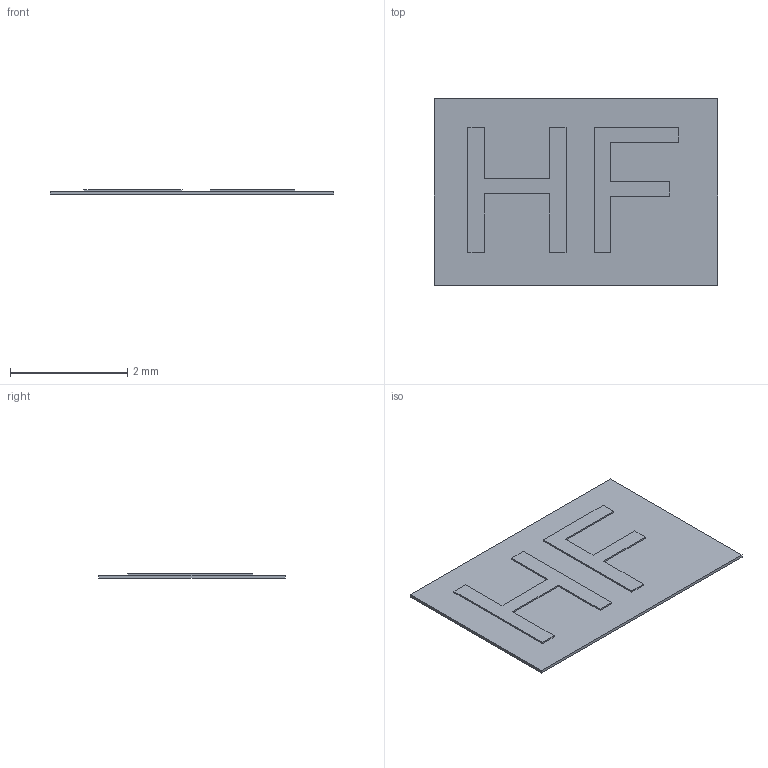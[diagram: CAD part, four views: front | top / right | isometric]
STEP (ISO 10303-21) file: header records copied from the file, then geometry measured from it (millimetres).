
FILE_DESCRIPTION(/* description */ (''),/* implementation_level */ '2;1');
FILE_NAME(/* name */ 'LOGO_SILK_HF_I0185X0120.stp',/* time_stamp */ '2023-11-01T20:45:53+03:00',/* author */ (''),/* organization */ (''),/* preprocessor_version */ 'ST-DEVELOPER v16.7',/* originating_system */ 'SIEMENS PLM Software NX 12.0',/* authorisation */ '');
FILE_SCHEMA (('AUTOMOTIVE_DESIGN { 1 0 10303 214 3 1 1 1 }'));
Length unit declared in the file: millimetre
Products named in the file (1): LOGO_SILK_HF_I0185X0120
Bounding box: 4.83 x 3.17 x 0.07 mm (x, y, z)
Volume: 0.8 mm3; surface area: 31.9 mm2
Topology: 1 solids, 1 shells, 30 faces, 78 edges, 52 vertices
Faces by surface type: plane 30
Entity records: 941 total; most frequent: CARTESIAN_POINT 161, ORIENTED_EDGE 156, DIRECTION 140, EDGE_CURVE 78, LINE 78, VECTOR 78, VERTEX_POINT 52, EDGE_LOOP 32
